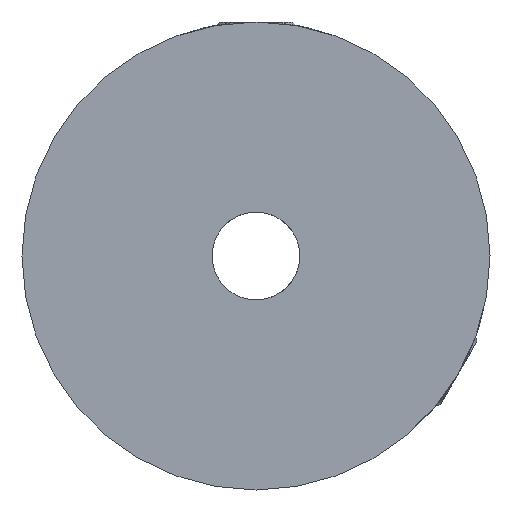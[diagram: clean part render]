
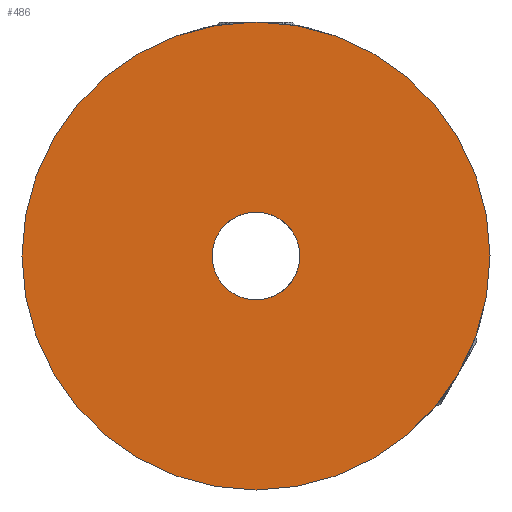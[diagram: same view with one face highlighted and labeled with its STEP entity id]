
A CAD part, left-side view. The second image highlights one B-rep face of the part: STEP entity #486.
In plain terms, the highlighted planar face has unit normal (-1, 0, 0).
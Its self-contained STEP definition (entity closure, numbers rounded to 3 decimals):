
#486 = ADVANCED_FACE( '', ( #1078, #1079 ), #1080, .T. );
#1078 = FACE_OUTER_BOUND( '', #1665, .T. );
#1079 = FACE_BOUND( '', #1666, .T. );
#1080 = PLANE( '', #1667 );
#1665 = EDGE_LOOP( '', ( #2734 ) );
#1666 = EDGE_LOOP( '', ( #2735 ) );
#1667 = AXIS2_PLACEMENT_3D( '', #2736, #2737, #2738 );
#2734 = ORIENTED_EDGE( '', *, *, #2955, .F. );
#2735 = ORIENTED_EDGE( '', *, *, #2967, .T. );
#2736 = CARTESIAN_POINT( '', ( -31.229, 0., 8. ) );
#2737 = DIRECTION( '', ( -1., 0., 0. ) );
#2738 = DIRECTION( '', ( 0., -1., 0. ) );
#2955 = EDGE_CURVE( '', #3453, #3453, #3454, .T. );
#2967 = EDGE_CURVE( '', #3471, #3471, #3472, .T. );
#3453 = VERTEX_POINT( '', #4274 );
#3454 = CIRCLE( '', #4275, 8. );
#3471 = VERTEX_POINT( '', #4348 );
#3472 = CIRCLE( '', #4349, 1.5 );
#4274 = CARTESIAN_POINT( '', ( -31.229, 0., 8. ) );
#4275 = AXIS2_PLACEMENT_3D( '', #5022, #5023, #5024 );
#4348 = CARTESIAN_POINT( '', ( -31.229, 0., 1.5 ) );
#4349 = AXIS2_PLACEMENT_3D( '', #5037, #5038, #5039 );
#5022 = CARTESIAN_POINT( '', ( -31.229, 0., 0. ) );
#5023 = DIRECTION( '', ( 1., 0., 0. ) );
#5024 = DIRECTION( '', ( 0., 0., 1. ) );
#5037 = CARTESIAN_POINT( '', ( -31.229, 0., 0. ) );
#5038 = DIRECTION( '', ( 1., 0., 0. ) );
#5039 = DIRECTION( '', ( 0., 0., 1. ) );
